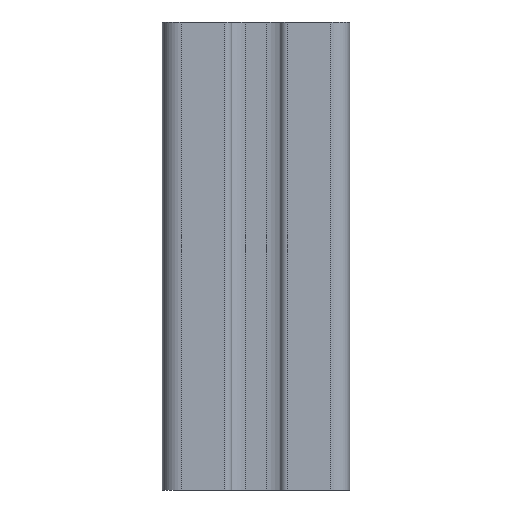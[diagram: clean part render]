
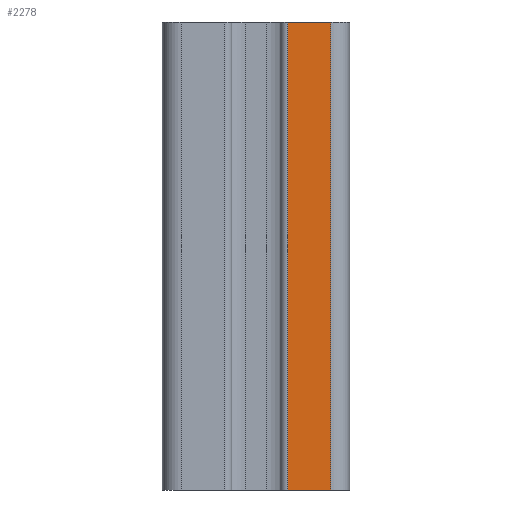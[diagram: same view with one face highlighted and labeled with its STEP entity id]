
A CAD part, left-side view. The second image highlights one B-rep face of the part: STEP entity #2278.
In plain terms, the highlighted planar face has unit normal (-1, 0, 0).
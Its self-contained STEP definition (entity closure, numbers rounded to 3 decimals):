
#18 = EDGE_CURVE ( 'NONE', #171, #315, #415, .T. ) ;
#26 = FACE_OUTER_BOUND ( 'NONE', #101, .T. ) ;
#80 = LINE ( 'NONE', #278, #994 ) ;
#84 = VECTOR ( 'NONE', #1572, 1000. ) ;
#85 = ORIENTED_EDGE ( 'NONE', *, *, #18, .F. ) ;
#101 = EDGE_LOOP ( 'NONE', ( #1217, #824, #85, #1157 ) ) ;
#145 = DIRECTION ( 'NONE',  ( 0., -1., 0. ) ) ;
#171 = VERTEX_POINT ( 'NONE', #1798 ) ;
#179 = VERTEX_POINT ( 'NONE', #1261 ) ;
#278 = CARTESIAN_POINT ( 'NONE',  ( -10., -3.375, 25. ) ) ;
#286 = VECTOR ( 'NONE', #2078, 1000. ) ;
#315 = VERTEX_POINT ( 'NONE', #1495 ) ;
#349 = DIRECTION ( 'NONE',  ( 0., 1., 0. ) ) ;
#362 = PLANE ( 'NONE',  #485 ) ;
#415 = LINE ( 'NONE', #1148, #286 ) ;
#449 = EDGE_CURVE ( 'NONE', #315, #1990, #2339, .T. ) ;
#485 = AXIS2_PLACEMENT_3D ( 'NONE', #2032, #1478, #349 ) ;
#615 = DIRECTION ( 'NONE',  ( 0., 0., -1. ) ) ;
#824 = ORIENTED_EDGE ( 'NONE', *, *, #449, .F. ) ;
#915 = LINE ( 'NONE', #2368, #2367 ) ;
#994 = VECTOR ( 'NONE', #615, 1000. ) ;
#1148 = CARTESIAN_POINT ( 'NONE',  ( -10., -3.375, 25. ) ) ;
#1157 = ORIENTED_EDGE ( 'NONE', *, *, #2347, .T. ) ;
#1217 = ORIENTED_EDGE ( 'NONE', *, *, #1698, .T. ) ;
#1226 = CARTESIAN_POINT ( 'NONE',  ( -10., -8., 25. ) ) ;
#1261 = CARTESIAN_POINT ( 'NONE',  ( -10., -3.375, -25. ) ) ;
#1478 = DIRECTION ( 'NONE',  ( 1., 0., 0. ) ) ;
#1495 = CARTESIAN_POINT ( 'NONE',  ( -10., -8., 25. ) ) ;
#1572 = DIRECTION ( 'NONE',  ( 0., 0., -1. ) ) ;
#1698 = EDGE_CURVE ( 'NONE', #179, #1990, #915, .T. ) ;
#1798 = CARTESIAN_POINT ( 'NONE',  ( -10., -3.375, 25. ) ) ;
#1990 = VERTEX_POINT ( 'NONE', #2305 ) ;
#2032 = CARTESIAN_POINT ( 'NONE',  ( -10., -3.375, 25. ) ) ;
#2078 = DIRECTION ( 'NONE',  ( 0., -1., 0. ) ) ;
#2278 = ADVANCED_FACE ( 'NONE', ( #26 ), #362, .F. ) ;
#2305 = CARTESIAN_POINT ( 'NONE',  ( -10., -8., -25. ) ) ;
#2339 = LINE ( 'NONE', #1226, #84 ) ;
#2347 = EDGE_CURVE ( 'NONE', #171, #179, #80, .T. ) ;
#2367 = VECTOR ( 'NONE', #145, 1000. ) ;
#2368 = CARTESIAN_POINT ( 'NONE',  ( -10., -3.375, -25. ) ) ;
